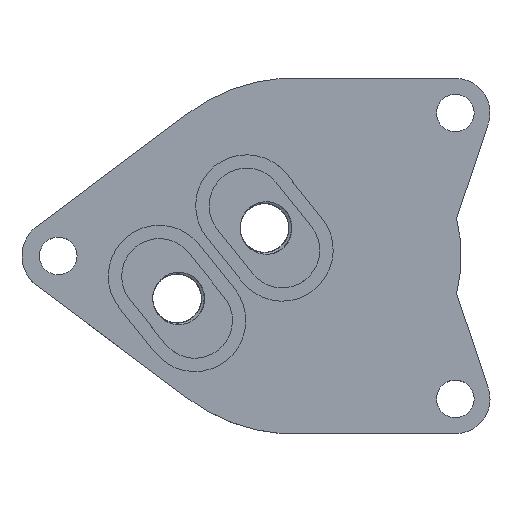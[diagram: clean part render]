
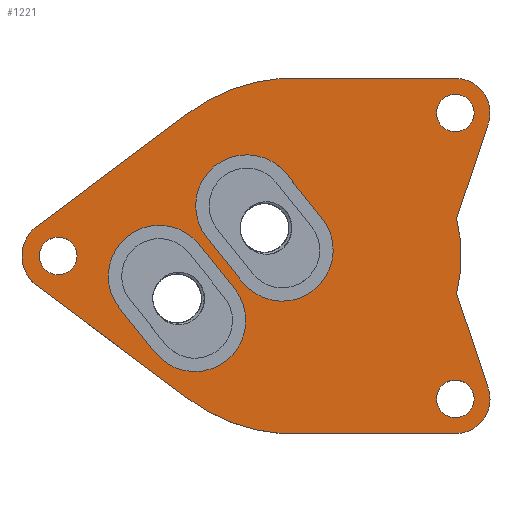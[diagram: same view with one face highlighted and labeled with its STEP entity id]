
A CAD part, top view. The second image highlights one B-rep face of the part: STEP entity #1221.
In plain terms, the highlighted planar face has unit normal (0, 0, 1).
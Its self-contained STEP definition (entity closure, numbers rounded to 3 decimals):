
#17=FACE_BOUND('',#179,.T.);
#18=FACE_BOUND('',#180,.T.);
#19=FACE_BOUND('',#181,.T.);
#20=FACE_BOUND('',#182,.T.);
#21=FACE_BOUND('',#183,.T.);
#39=PLANE('',#1312);
#109=FACE_OUTER_BOUND('',#178,.T.);
#178=EDGE_LOOP('',(#1002,#1003,#1004,#1005,#1006,#1007,#1008,#1009,#1010,
#1011,#1012,#1013));
#179=EDGE_LOOP('',(#1014,#1015,#1016,#1017));
#180=EDGE_LOOP('',(#1018,#1019,#1020,#1021));
#181=EDGE_LOOP('',(#1022));
#182=EDGE_LOOP('',(#1023));
#183=EDGE_LOOP('',(#1024));
#287=CIRCLE('',#1288,12.2);
#289=CIRCLE('',#1292,12.2);
#295=CIRCLE('',#1305,12.2);
#297=CIRCLE('',#1309,12.2);
#299=CIRCLE('',#1313,8.7);
#300=CIRCLE('',#1314,43.419);
#301=CIRCLE('',#1315,8.3);
#302=CIRCLE('',#1316,35.171);
#303=CIRCLE('',#1317,8.3);
#304=CIRCLE('',#1318,43.419);
#305=CIRCLE('',#1319,4.5);
#306=CIRCLE('',#1320,4.5);
#307=CIRCLE('',#1321,4.5);
#341=LINE('',#9908,#416);
#346=LINE('',#9922,#421);
#357=LINE('',#9957,#432);
#362=LINE('',#9971,#437);
#365=LINE('',#9984,#440);
#366=LINE('',#9988,#441);
#367=LINE('',#9992,#442);
#368=LINE('',#9996,#443);
#369=LINE('',#10000,#444);
#370=LINE('',#10003,#445);
#416=VECTOR('',#1441,10.);
#421=VECTOR('',#1454,10.);
#432=VECTOR('',#1491,10.);
#437=VECTOR('',#1504,10.);
#440=VECTOR('',#1519,10.);
#441=VECTOR('',#1522,10.);
#442=VECTOR('',#1525,10.);
#443=VECTOR('',#1528,10.);
#444=VECTOR('',#1531,10.);
#445=VECTOR('',#1534,10.);
#535=VERTEX_POINT('',#9906);
#536=VERTEX_POINT('',#9907);
#539=VERTEX_POINT('',#9915);
#541=VERTEX_POINT('',#9921);
#551=VERTEX_POINT('',#9955);
#552=VERTEX_POINT('',#9956);
#555=VERTEX_POINT('',#9964);
#557=VERTEX_POINT('',#9970);
#559=VERTEX_POINT('',#9980);
#560=VERTEX_POINT('',#9981);
#561=VERTEX_POINT('',#9983);
#562=VERTEX_POINT('',#9985);
#563=VERTEX_POINT('',#9987);
#564=VERTEX_POINT('',#9989);
#565=VERTEX_POINT('',#9991);
#566=VERTEX_POINT('',#9993);
#567=VERTEX_POINT('',#9995);
#568=VERTEX_POINT('',#9997);
#569=VERTEX_POINT('',#9999);
#570=VERTEX_POINT('',#10001);
#571=VERTEX_POINT('',#10004);
#572=VERTEX_POINT('',#10006);
#573=VERTEX_POINT('',#10008);
#691=EDGE_CURVE('',#535,#536,#341,.T.);
#695=EDGE_CURVE('',#539,#535,#287,.T.);
#698=EDGE_CURVE('',#541,#539,#346,.T.);
#701=EDGE_CURVE('',#536,#541,#289,.T.);
#715=EDGE_CURVE('',#551,#552,#357,.T.);
#719=EDGE_CURVE('',#555,#551,#295,.T.);
#722=EDGE_CURVE('',#557,#555,#362,.T.);
#725=EDGE_CURVE('',#552,#557,#297,.T.);
#727=EDGE_CURVE('',#559,#560,#299,.T.);
#728=EDGE_CURVE('',#560,#561,#365,.T.);
#729=EDGE_CURVE('',#561,#562,#300,.T.);
#730=EDGE_CURVE('',#562,#563,#366,.T.);
#731=EDGE_CURVE('',#563,#564,#301,.T.);
#732=EDGE_CURVE('',#564,#565,#367,.T.);
#733=EDGE_CURVE('',#565,#566,#302,.T.);
#734=EDGE_CURVE('',#566,#567,#368,.T.);
#735=EDGE_CURVE('',#567,#568,#303,.T.);
#736=EDGE_CURVE('',#568,#569,#369,.T.);
#737=EDGE_CURVE('',#569,#570,#304,.T.);
#738=EDGE_CURVE('',#570,#559,#370,.T.);
#739=EDGE_CURVE('',#571,#571,#305,.T.);
#740=EDGE_CURVE('',#572,#572,#306,.T.);
#741=EDGE_CURVE('',#573,#573,#307,.T.);
#1002=ORIENTED_EDGE('',*,*,#727,.T.);
#1003=ORIENTED_EDGE('',*,*,#728,.T.);
#1004=ORIENTED_EDGE('',*,*,#729,.T.);
#1005=ORIENTED_EDGE('',*,*,#730,.T.);
#1006=ORIENTED_EDGE('',*,*,#731,.T.);
#1007=ORIENTED_EDGE('',*,*,#732,.T.);
#1008=ORIENTED_EDGE('',*,*,#733,.T.);
#1009=ORIENTED_EDGE('',*,*,#734,.T.);
#1010=ORIENTED_EDGE('',*,*,#735,.T.);
#1011=ORIENTED_EDGE('',*,*,#736,.T.);
#1012=ORIENTED_EDGE('',*,*,#737,.T.);
#1013=ORIENTED_EDGE('',*,*,#738,.T.);
#1014=ORIENTED_EDGE('',*,*,#691,.T.);
#1015=ORIENTED_EDGE('',*,*,#701,.T.);
#1016=ORIENTED_EDGE('',*,*,#698,.T.);
#1017=ORIENTED_EDGE('',*,*,#695,.T.);
#1018=ORIENTED_EDGE('',*,*,#715,.T.);
#1019=ORIENTED_EDGE('',*,*,#725,.T.);
#1020=ORIENTED_EDGE('',*,*,#722,.T.);
#1021=ORIENTED_EDGE('',*,*,#719,.T.);
#1022=ORIENTED_EDGE('',*,*,#739,.T.);
#1023=ORIENTED_EDGE('',*,*,#740,.T.);
#1024=ORIENTED_EDGE('',*,*,#741,.T.);
#1221=ADVANCED_FACE('',(#109,#17,#18,#19,#20,#21),#39,.T.);
#1288=AXIS2_PLACEMENT_3D('',#9916,#1447,#1448);
#1292=AXIS2_PLACEMENT_3D('',#9927,#1459,#1460);
#1305=AXIS2_PLACEMENT_3D('',#9965,#1497,#1498);
#1309=AXIS2_PLACEMENT_3D('',#9976,#1509,#1510);
#1312=AXIS2_PLACEMENT_3D('',#9979,#1515,#1516);
#1313=AXIS2_PLACEMENT_3D('',#9982,#1517,#1518);
#1314=AXIS2_PLACEMENT_3D('',#9986,#1520,#1521);
#1315=AXIS2_PLACEMENT_3D('',#9990,#1523,#1524);
#1316=AXIS2_PLACEMENT_3D('',#9994,#1526,#1527);
#1317=AXIS2_PLACEMENT_3D('',#9998,#1529,#1530);
#1318=AXIS2_PLACEMENT_3D('',#10002,#1532,#1533);
#1319=AXIS2_PLACEMENT_3D('',#10005,#1535,#1536);
#1320=AXIS2_PLACEMENT_3D('',#10007,#1537,#1538);
#1321=AXIS2_PLACEMENT_3D('',#10009,#1539,#1540);
#1441=DIRECTION('',(0.625,-0.781,0.));
#1447=DIRECTION('center_axis',(0.,0.,-1.));
#1448=DIRECTION('ref_axis',(0.781,0.625,0.));
#1454=DIRECTION('',(-0.625,0.781,0.));
#1459=DIRECTION('center_axis',(0.,0.,-1.));
#1460=DIRECTION('ref_axis',(-0.781,-0.625,0.));
#1491=DIRECTION('',(0.625,-0.781,0.));
#1497=DIRECTION('center_axis',(0.,0.,-1.));
#1498=DIRECTION('ref_axis',(0.781,0.625,0.));
#1504=DIRECTION('',(-0.625,0.781,0.));
#1509=DIRECTION('center_axis',(0.,0.,-1.));
#1510=DIRECTION('ref_axis',(-0.781,-0.625,0.));
#1515=DIRECTION('center_axis',(0.,0.,1.));
#1516=DIRECTION('ref_axis',(1.,0.,0.));
#1517=DIRECTION('center_axis',(0.,0.,1.));
#1518=DIRECTION('ref_axis',(-0.6,0.8,0.));
#1519=DIRECTION('',(0.8,-0.6,0.));
#1520=DIRECTION('center_axis',(0.,0.,1.));
#1521=DIRECTION('ref_axis',(-0.6,-0.8,0.));
#1522=DIRECTION('',(1.,0.,0.));
#1523=DIRECTION('center_axis',(0.,0.,1.));
#1524=DIRECTION('ref_axis',(0.,-1.,0.));
#1525=DIRECTION('',(-0.318,0.948,0.));
#1526=DIRECTION('center_axis',(0.,0.,1.));
#1527=DIRECTION('ref_axis',(0.967,-0.256,0.));
#1528=DIRECTION('',(0.318,0.948,0.));
#1529=DIRECTION('center_axis',(0.,0.,1.));
#1530=DIRECTION('ref_axis',(0.948,-0.318,0.));
#1531=DIRECTION('',(-1.,0.,0.));
#1532=DIRECTION('center_axis',(0.,0.,1.));
#1533=DIRECTION('ref_axis',(-0.081,0.997,0.));
#1534=DIRECTION('',(-0.8,-0.6,0.));
#1535=DIRECTION('center_axis',(0.,0.,-1.));
#1536=DIRECTION('ref_axis',(1.,0.,0.));
#1537=DIRECTION('center_axis',(0.,0.,-1.));
#1538=DIRECTION('ref_axis',(1.,0.,0.));
#1539=DIRECTION('center_axis',(0.,0.,-1.));
#1540=DIRECTION('ref_axis',(1.,0.,0.));
#9906=CARTESIAN_POINT('',(7.306,19.629,10.));
#9907=CARTESIAN_POINT('',(15.802,9.009,10.));
#9908=CARTESIAN_POINT('',(10.668,15.426,10.));
#9915=CARTESIAN_POINT('',(-11.747,4.386,10.));
#9916=CARTESIAN_POINT('Origin',(-2.221,12.007,10.));
#9921=CARTESIAN_POINT('',(-3.251,-6.234,10.));
#9922=CARTESIAN_POINT('',(-4.137,-5.126,10.));
#9927=CARTESIAN_POINT('Origin',(6.275,1.387,10.));
#9955=CARTESIAN_POINT('',(-13.592,2.769,10.));
#9956=CARTESIAN_POINT('',(-5.096,-7.851,10.));
#9957=CARTESIAN_POINT('',(-10.264,-1.39,10.));
#9964=CARTESIAN_POINT('',(-32.645,-12.474,10.));
#9965=CARTESIAN_POINT('Origin',(-23.118,-4.852,10.));
#9970=CARTESIAN_POINT('',(-24.149,-23.093,10.));
#9971=CARTESIAN_POINT('',(-25.069,-21.943,10.));
#9976=CARTESIAN_POINT('Origin',(-14.622,-15.472,10.));
#9979=CARTESIAN_POINT('Origin',(0.,0.,10.));
#9980=CARTESIAN_POINT('',(-52.52,6.96,10.));
#9981=CARTESIAN_POINT('',(-52.52,-6.96,10.));
#9982=CARTESIAN_POINT('Origin',(-47.3,0.,10.));
#9983=CARTESIAN_POINT('',(-16.52,-33.96,10.));
#9984=CARTESIAN_POINT('',(-52.52,-6.96,10.));
#9985=CARTESIAN_POINT('',(6.,-42.5,10.));
#9986=CARTESIAN_POINT('Origin',(9.532,0.775,10.));
#9987=CARTESIAN_POINT('',(47.7,-42.5,10.));
#9988=CARTESIAN_POINT('',(47.7,-42.5,10.));
#9989=CARTESIAN_POINT('',(55.569,-31.56,10.));
#9990=CARTESIAN_POINT('Origin',(47.7,-34.2,10.));
#9991=CARTESIAN_POINT('',(48.,-9.,10.));
#9992=CARTESIAN_POINT('',(48.,-9.,10.));
#9993=CARTESIAN_POINT('',(48.,9.,10.));
#9994=CARTESIAN_POINT('Origin',(14.,0.,10.));
#9995=CARTESIAN_POINT('',(55.569,31.56,10.));
#9996=CARTESIAN_POINT('',(48.,9.,10.));
#9997=CARTESIAN_POINT('',(47.7,42.5,10.));
#9998=CARTESIAN_POINT('Origin',(47.7,34.2,10.));
#9999=CARTESIAN_POINT('',(6.,42.5,10.));
#10000=CARTESIAN_POINT('',(47.7,42.5,10.));
#10001=CARTESIAN_POINT('',(-16.52,33.96,10.));
#10002=CARTESIAN_POINT('Origin',(9.532,-0.775,10.));
#10003=CARTESIAN_POINT('',(-52.52,6.96,10.));
#10004=CARTESIAN_POINT('',(-51.8,0.,10.));
#10005=CARTESIAN_POINT('Origin',(-47.3,0.,10.));
#10006=CARTESIAN_POINT('',(43.2,34.2,10.));
#10007=CARTESIAN_POINT('Origin',(47.7,34.2,10.));
#10008=CARTESIAN_POINT('',(43.2,-34.2,10.));
#10009=CARTESIAN_POINT('Origin',(47.7,-34.2,10.));
